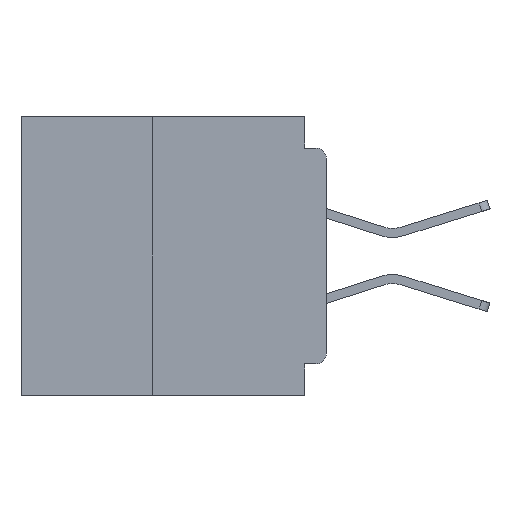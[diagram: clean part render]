
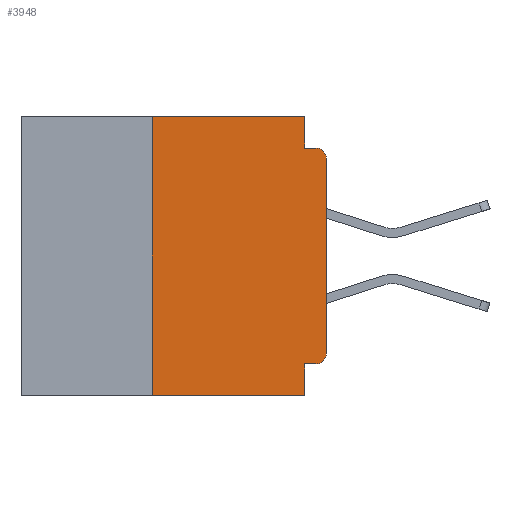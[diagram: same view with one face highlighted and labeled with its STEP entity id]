
A CAD part, left-side view. The second image highlights one B-rep face of the part: STEP entity #3948.
In plain terms, the highlighted planar face has unit normal (-1, 0, 0).
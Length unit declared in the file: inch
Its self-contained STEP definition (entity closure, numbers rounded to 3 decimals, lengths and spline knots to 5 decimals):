
#1296 = LINE ( 'NONE', #24547, #2837 ) ;
#2151 = CARTESIAN_POINT ( 'NONE',  ( 0., 0.25, -0.4 ) ) ;
#2837 = VECTOR ( 'NONE', #58417, 39.37008 ) ;
#3391 = DIRECTION ( 'NONE',  ( 0., -1., 0. ) ) ;
#3392 = CIRCLE ( 'NONE', #62332, 0.015 ) ;
#3948 = ADVANCED_FACE ( 'NONE', ( #39911 ), #48630, .F. ) ;
#4608 = LINE ( 'NONE', #18426, #28994 ) ;
#4994 = EDGE_CURVE ( 'NONE', #7986, #60163, #20667, .T. ) ;
#6032 = VERTEX_POINT ( 'NONE', #36354 ) ;
#6341 = VECTOR ( 'NONE', #9864, 39.37008 ) ;
#6700 = LINE ( 'NONE', #29628, #19656 ) ;
#7851 = LINE ( 'NONE', #14790, #6341 ) ;
#7986 = VERTEX_POINT ( 'NONE', #29902 ) ;
#8821 = AXIS2_PLACEMENT_3D ( 'NONE', #38179, #8966, #43048 ) ;
#8966 = DIRECTION ( 'NONE',  ( -1., 0., 0. ) ) ;
#9194 = CARTESIAN_POINT ( 'NONE',  ( 0., 0., -0.045 ) ) ;
#9413 = DIRECTION ( 'NONE',  ( 0., -1., 0. ) ) ;
#9864 = DIRECTION ( 'NONE',  ( 0., 0., -1. ) ) ;
#10605 = CARTESIAN_POINT ( 'NONE',  ( 0., 0., -0.06 ) ) ;
#11208 = LINE ( 'NONE', #12956, #35651 ) ;
#11353 = VERTEX_POINT ( 'NONE', #10605 ) ;
#12405 = VERTEX_POINT ( 'NONE', #33139 ) ;
#12412 = DIRECTION ( 'NONE',  ( 0., 0., 1. ) ) ;
#12956 = CARTESIAN_POINT ( 'NONE',  ( 0., 0.437, 0. ) ) ;
#14036 = VERTEX_POINT ( 'NONE', #60994 ) ;
#14737 = ORIENTED_EDGE ( 'NONE', *, *, #17502, .F. ) ;
#14790 = CARTESIAN_POINT ( 'NONE',  ( 0., 0.031, 0. ) ) ;
#15282 = ORIENTED_EDGE ( 'NONE', *, *, #40629, .F. ) ;
#15807 = LINE ( 'NONE', #24826, #27229 ) ;
#17502 = EDGE_CURVE ( 'NONE', #7986, #14036, #6700, .T. ) ;
#17872 = EDGE_CURVE ( 'NONE', #6032, #19810, #11208, .T. ) ;
#18426 = CARTESIAN_POINT ( 'NONE',  ( 0., 0., 0. ) ) ;
#18635 = DIRECTION ( 'NONE',  ( 0., 0., 1. ) ) ;
#19072 = EDGE_CURVE ( 'NONE', #14036, #12405, #15807, .T. ) ;
#19656 = VECTOR ( 'NONE', #34591, 39.37008 ) ;
#19810 = VERTEX_POINT ( 'NONE', #49168 ) ;
#20153 = DIRECTION ( 'NONE',  ( 0., 0., -1. ) ) ;
#20667 = CIRCLE ( 'NONE', #8821, 0.015 ) ;
#21553 = EDGE_CURVE ( 'NONE', #19810, #54969, #7851, .T. ) ;
#22126 = DIRECTION ( 'NONE',  ( -1., 0., 0. ) ) ;
#22918 = ORIENTED_EDGE ( 'NONE', *, *, #58208, .T. ) ;
#24176 = EDGE_CURVE ( 'NONE', #38762, #6032, #44149, .T. ) ;
#24547 = CARTESIAN_POINT ( 'NONE',  ( 0., 0.437, -0.4 ) ) ;
#24826 = CARTESIAN_POINT ( 'NONE',  ( 0., 0.031, -0.4 ) ) ;
#25313 = ORIENTED_EDGE ( 'NONE', *, *, #61246, .T. ) ;
#27229 = VECTOR ( 'NONE', #20153, 39.37008 ) ;
#28079 = VERTEX_POINT ( 'NONE', #55945 ) ;
#28994 = VECTOR ( 'NONE', #18635, 39.37008 ) ;
#29628 = CARTESIAN_POINT ( 'NONE',  ( 0., 0., -0.355 ) ) ;
#29902 = CARTESIAN_POINT ( 'NONE',  ( 0., 0.015, -0.355 ) ) ;
#30898 = CARTESIAN_POINT ( 'NONE',  ( 0., 0., -0.34 ) ) ;
#33139 = CARTESIAN_POINT ( 'NONE',  ( 0., 0.031, -0.4 ) ) ;
#34591 = DIRECTION ( 'NONE',  ( 0., 1., 0. ) ) ;
#35076 = ORIENTED_EDGE ( 'NONE', *, *, #17872, .F. ) ;
#35651 = VECTOR ( 'NONE', #3391, 39.37008 ) ;
#36184 = CARTESIAN_POINT ( 'NONE',  ( 0., 0.031, -0.045 ) ) ;
#36301 = EDGE_LOOP ( 'NONE', ( #22918, #59004, #15282, #61096, #35076, #52457, #25313, #45598, #14737, #42251 ) ) ;
#36354 = CARTESIAN_POINT ( 'NONE',  ( 0., 0.25, 0. ) ) ;
#36704 = CARTESIAN_POINT ( 'NONE',  ( 0., 0.25, -0.4 ) ) ;
#38179 = CARTESIAN_POINT ( 'NONE',  ( 0., 0.015, -0.34 ) ) ;
#38762 = VERTEX_POINT ( 'NONE', #2151 ) ;
#39911 = FACE_OUTER_BOUND ( 'NONE', #36301, .T. ) ;
#40475 = LINE ( 'NONE', #9194, #51736 ) ;
#40629 = EDGE_CURVE ( 'NONE', #54969, #28079, #40475, .T. ) ;
#42251 = ORIENTED_EDGE ( 'NONE', *, *, #4994, .T. ) ;
#43048 = DIRECTION ( 'NONE',  ( 0., 0., -1. ) ) ;
#44149 = LINE ( 'NONE', #36704, #53941 ) ;
#45400 = AXIS2_PLACEMENT_3D ( 'NONE', #49514, #48146, #47793 ) ;
#45598 = ORIENTED_EDGE ( 'NONE', *, *, #19072, .F. ) ;
#47793 = DIRECTION ( 'NONE',  ( 0., 0., -1. ) ) ;
#48146 = DIRECTION ( 'NONE',  ( 1., 0., 0. ) ) ;
#48630 = PLANE ( 'NONE',  #45400 ) ;
#49168 = CARTESIAN_POINT ( 'NONE',  ( 0., 0.031, 0. ) ) ;
#49514 = CARTESIAN_POINT ( 'NONE',  ( 0., 0.437, 0. ) ) ;
#51203 = CARTESIAN_POINT ( 'NONE',  ( 0., 0.015, -0.06 ) ) ;
#51736 = VECTOR ( 'NONE', #9413, 39.37008 ) ;
#52457 = ORIENTED_EDGE ( 'NONE', *, *, #24176, .F. ) ;
#53941 = VECTOR ( 'NONE', #12412, 39.37008 ) ;
#54969 = VERTEX_POINT ( 'NONE', #36184 ) ;
#55945 = CARTESIAN_POINT ( 'NONE',  ( 0., 0.015, -0.045 ) ) ;
#56075 = DIRECTION ( 'NONE',  ( 0., 0., -1. ) ) ;
#58208 = EDGE_CURVE ( 'NONE', #60163, #11353, #4608, .T. ) ;
#58417 = DIRECTION ( 'NONE',  ( 0., -1., 0. ) ) ;
#59004 = ORIENTED_EDGE ( 'NONE', *, *, #62710, .T. ) ;
#60163 = VERTEX_POINT ( 'NONE', #30898 ) ;
#60994 = CARTESIAN_POINT ( 'NONE',  ( 0., 0.031, -0.355 ) ) ;
#61096 = ORIENTED_EDGE ( 'NONE', *, *, #21553, .F. ) ;
#61246 = EDGE_CURVE ( 'NONE', #38762, #12405, #1296, .T. ) ;
#62332 = AXIS2_PLACEMENT_3D ( 'NONE', #51203, #22126, #56075 ) ;
#62710 = EDGE_CURVE ( 'NONE', #11353, #28079, #3392, .T. ) ;
